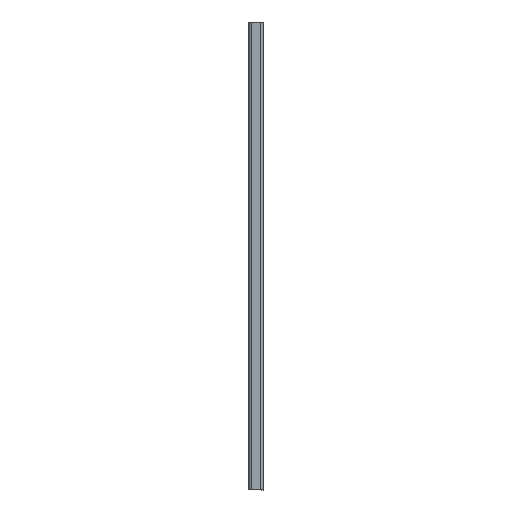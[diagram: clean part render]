
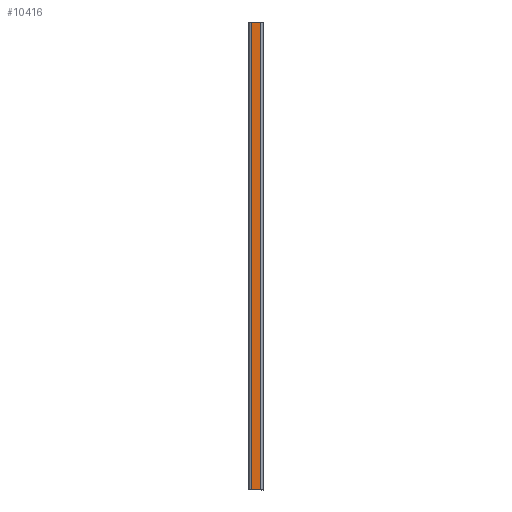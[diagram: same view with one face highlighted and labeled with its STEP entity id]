
A CAD part, left-side view. The second image highlights one B-rep face of the part: STEP entity #10416.
In plain terms, the highlighted planar face has unit normal (-1, 0, 0).
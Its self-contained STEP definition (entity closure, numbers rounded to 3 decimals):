
#430 = ORIENTED_EDGE ( 'NONE', *, *, #33287, .T. ) ;
#719 = VERTEX_POINT ( 'NONE', #25150 ) ;
#5628 = LINE ( 'NONE', #35950, #18077 ) ;
#6256 = EDGE_CURVE ( 'NONE', #16812, #30372, #5628, .T. ) ;
#8596 = PLANE ( 'NONE',  #29742 ) ;
#8707 = DIRECTION ( 'NONE',  ( 0., 1., 0. ) ) ;
#10082 = FACE_OUTER_BOUND ( 'NONE', #25049, .T. ) ;
#10416 = ADVANCED_FACE ( 'NONE', ( #10082 ), #8596, .F. ) ;
#10758 = ORIENTED_EDGE ( 'NONE', *, *, #6256, .F. ) ;
#10891 = EDGE_CURVE ( 'NONE', #16812, #719, #16000, .T. ) ;
#12095 = LINE ( 'NONE', #15761, #13052 ) ;
#13052 = VECTOR ( 'NONE', #28391, 1000. ) ;
#13087 = VECTOR ( 'NONE', #19577, 1000. ) ;
#14542 = VERTEX_POINT ( 'NONE', #29153 ) ;
#15761 = CARTESIAN_POINT ( 'NONE',  ( -20.5, 0., 0. ) ) ;
#15965 = LINE ( 'NONE', #37710, #13087 ) ;
#16000 = LINE ( 'NONE', #32612, #32658 ) ;
#16042 = CARTESIAN_POINT ( 'NONE',  ( -20.5, 17.25, -700. ) ) ;
#16812 = VERTEX_POINT ( 'NONE', #18677 ) ;
#17437 = DIRECTION ( 'NONE',  ( 0., 0., 1. ) ) ;
#18077 = VECTOR ( 'NONE', #8707, 1000. ) ;
#18677 = CARTESIAN_POINT ( 'NONE',  ( -20.5, 3.75, -700. ) ) ;
#19577 = DIRECTION ( 'NONE',  ( 0., 0., 1. ) ) ;
#20379 = DIRECTION ( 'NONE',  ( 1., 0., 0. ) ) ;
#25049 = EDGE_LOOP ( 'NONE', ( #430, #36672, #10758, #28645 ) ) ;
#25150 = CARTESIAN_POINT ( 'NONE',  ( -20.5, 3.75, 0. ) ) ;
#28391 = DIRECTION ( 'NONE',  ( 0., 1., 0. ) ) ;
#28645 = ORIENTED_EDGE ( 'NONE', *, *, #10891, .T. ) ;
#29153 = CARTESIAN_POINT ( 'NONE',  ( -20.5, 17.25, 0. ) ) ;
#29742 = AXIS2_PLACEMENT_3D ( 'NONE', #29837, #20379, #29965 ) ;
#29837 = CARTESIAN_POINT ( 'NONE',  ( -20.5, 0., -350. ) ) ;
#29965 = DIRECTION ( 'NONE',  ( 0., 0., -1. ) ) ;
#30372 = VERTEX_POINT ( 'NONE', #16042 ) ;
#32612 = CARTESIAN_POINT ( 'NONE',  ( -20.5, 3.75, -350. ) ) ;
#32658 = VECTOR ( 'NONE', #17437, 1000. ) ;
#33287 = EDGE_CURVE ( 'NONE', #719, #14542, #12095, .T. ) ;
#35395 = EDGE_CURVE ( 'NONE', #30372, #14542, #15965, .T. ) ;
#35950 = CARTESIAN_POINT ( 'NONE',  ( -20.5, 0., -700. ) ) ;
#36672 = ORIENTED_EDGE ( 'NONE', *, *, #35395, .F. ) ;
#37710 = CARTESIAN_POINT ( 'NONE',  ( -20.5, 17.25, -350. ) ) ;
